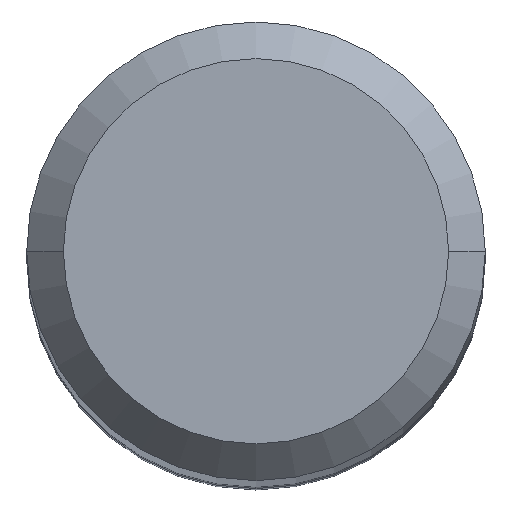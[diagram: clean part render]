
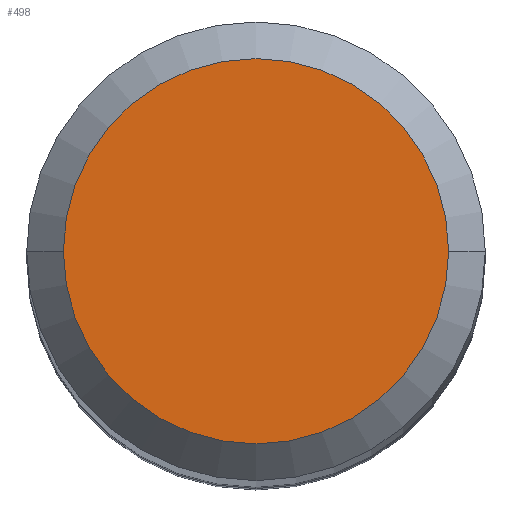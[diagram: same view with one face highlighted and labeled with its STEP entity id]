
A CAD part, top view. The second image highlights one B-rep face of the part: STEP entity #498.
In plain terms, the highlighted planar face has unit normal (0, 0, 1).
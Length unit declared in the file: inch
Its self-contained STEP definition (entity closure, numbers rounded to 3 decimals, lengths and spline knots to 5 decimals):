
#11 = DIRECTION ( 'NONE',  ( 0., 0., -1. ) ) ;
#42 = CARTESIAN_POINT ( 'NONE',  ( 0., 0., 0. ) ) ;
#95 = DIRECTION ( 'NONE',  ( 1., 0., 0. ) ) ;
#169 = EDGE_LOOP ( 'NONE', ( #357, #338 ) ) ;
#177 = CIRCLE ( 'NONE', #313, 0.105 ) ;
#180 = PLANE ( 'NONE',  #362 ) ;
#213 = AXIS2_PLACEMENT_3D ( 'NONE', #493, #230, #95 ) ;
#230 = DIRECTION ( 'NONE',  ( 0., 0., 1. ) ) ;
#247 = DIRECTION ( 'NONE',  ( 1., 0., 0. ) ) ;
#254 = EDGE_CURVE ( 'NONE', #471, #285, #177, .T. ) ;
#285 = VERTEX_POINT ( 'NONE', #512 ) ;
#303 = CIRCLE ( 'NONE', #213, 0.105 ) ;
#313 = AXIS2_PLACEMENT_3D ( 'NONE', #42, #346, #247 ) ;
#315 = FACE_OUTER_BOUND ( 'NONE', #169, .T. ) ;
#338 = ORIENTED_EDGE ( 'NONE', *, *, #254, .T. ) ;
#346 = DIRECTION ( 'NONE',  ( 0., 0., 1. ) ) ;
#353 = DIRECTION ( 'NONE',  ( -1., 0., 0. ) ) ;
#356 = CARTESIAN_POINT ( 'NONE',  ( 0.105, 0., 0. ) ) ;
#357 = ORIENTED_EDGE ( 'NONE', *, *, #432, .T. ) ;
#362 = AXIS2_PLACEMENT_3D ( 'NONE', #491, #11, #353 ) ;
#432 = EDGE_CURVE ( 'NONE', #285, #471, #303, .T. ) ;
#471 = VERTEX_POINT ( 'NONE', #356 ) ;
#491 = CARTESIAN_POINT ( 'NONE',  ( 0., 0.105, 0. ) ) ;
#493 = CARTESIAN_POINT ( 'NONE',  ( 0., 0., 0. ) ) ;
#498 = ADVANCED_FACE ( 'NONE', ( #315 ), #180, .F. ) ;
#512 = CARTESIAN_POINT ( 'NONE',  ( -0.105, 0., 0. ) ) ;
